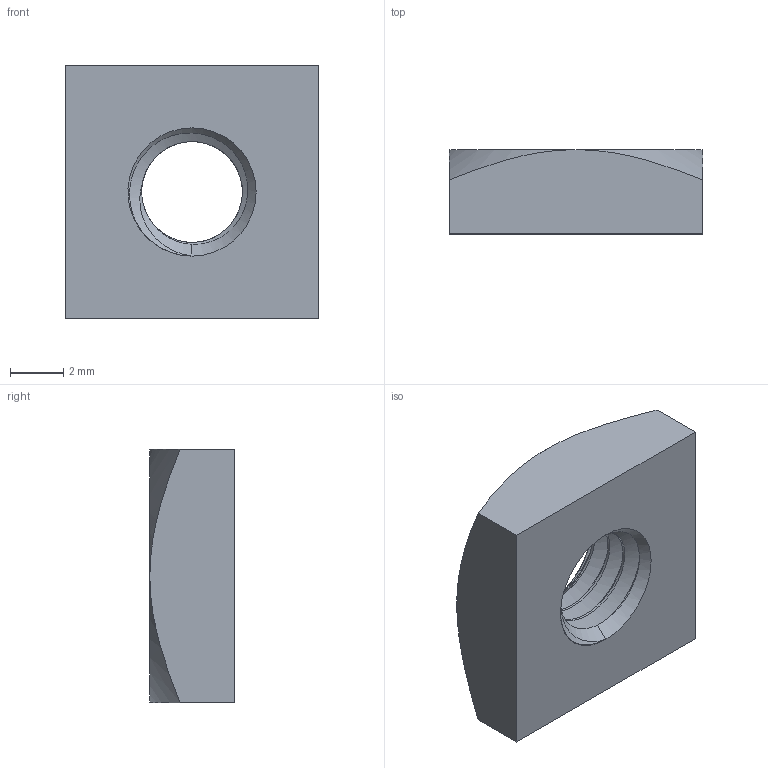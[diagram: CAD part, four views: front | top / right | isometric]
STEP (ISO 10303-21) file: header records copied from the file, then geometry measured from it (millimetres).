
FILE_DESCRIPTION (( 'STEP AP203' ), '1' );
FILE_NAME ('90509A033.step', '2015-02-23T21:49:07', ( '' ), ( '' ), 'SwSTEP 2.0', 'SolidWorks 2010', '' );
FILE_SCHEMA (( 'CONFIG_CONTROL_DESIGN' ));
Length unit declared in the file: inch
Products named in the file (1): 90509A033
Bounding box: 9.53 x 3.17 x 9.53 mm (x, y, z)
Volume: 233.3 mm3; surface area: 327.3 mm2
Topology: 1 solids, 1 shells, 28 faces, 68 edges, 42 vertices
Faces by surface type: cone 10, cylinder 9, plane 6, bspline 3
Entity records: 1704 total; most frequent: CARTESIAN_POINT 1065, ORIENTED_EDGE 136, DIRECTION 92, EDGE_CURVE 68, VERTEX_POINT 42, AXIS2_PLACEMENT_3D 36, EDGE_LOOP 30, FACE_OUTER_BOUND 28
